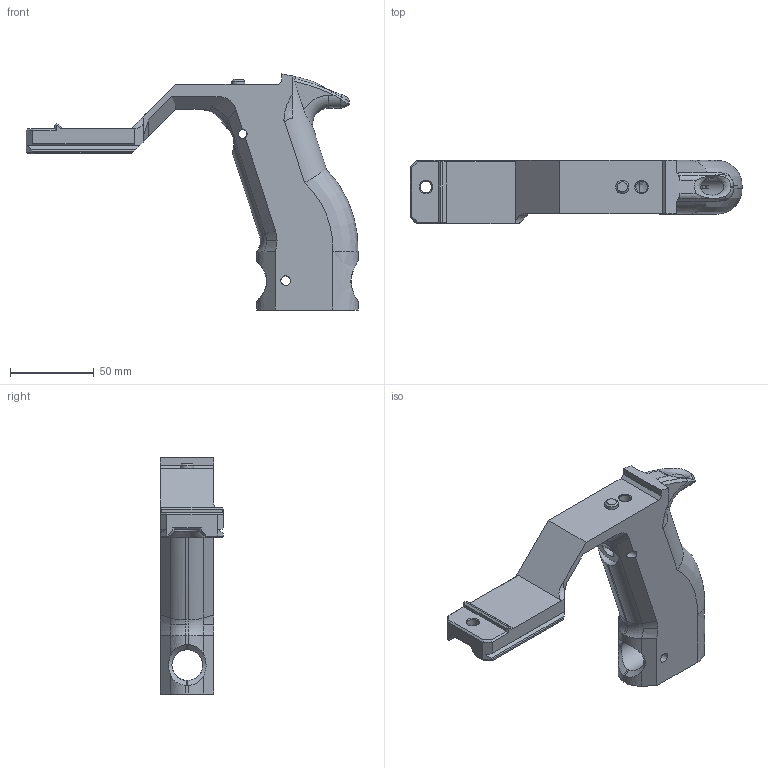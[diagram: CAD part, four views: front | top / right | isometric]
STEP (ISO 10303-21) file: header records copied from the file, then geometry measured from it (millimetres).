
FILE_DESCRIPTION(('HOOPS Exchange Step'),'2;1');
FILE_NAME('temp_export','2023-06-25T17:30:45-04:00',('gmoua'),('Shapr3D Limited'),'HOOPS Exchange 2022.2','Shapr3D','Authorized');
FILE_SCHEMA( ('AUTOMOTIVE_DESIGN { 1 0 10303 214 1 1 1 1 }') );
Length unit declared in the file: millimetre
Products named in the file (1): Tamron 300mm Jericho Handle
Bounding box: 198.61 x 38 x 141.21 mm (x, y, z)
Volume: 233497.9 mm3; surface area: 48206.4 mm2
Topology: 1 solids, 1 shells, 190 faces, 520 edges, 324 vertices
Faces by surface type: plane 99, bspline 33, cylinder 31, cone 16, torus 9, sphere 2
Full cylindrical faces by diameter (mm): 5.25 x2, 5.842 x2, 7 x2, 8 x1, 9 x1, 10 x1, 18 x1, 18.415 x1
Entity records: 23166 total; most frequent: CARTESIAN_POINT 18588, ORIENTED_EDGE 1036, DIRECTION 816, EDGE_CURVE 518, VERTEX_POINT 324, VECTOR 276, LINE 276, AXIS2_PLACEMENT_3D 270
